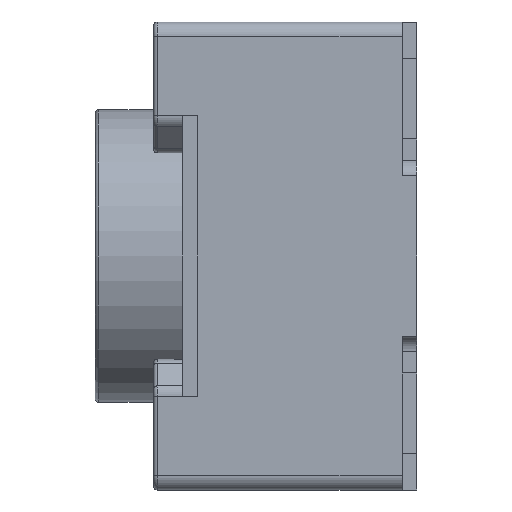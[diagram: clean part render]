
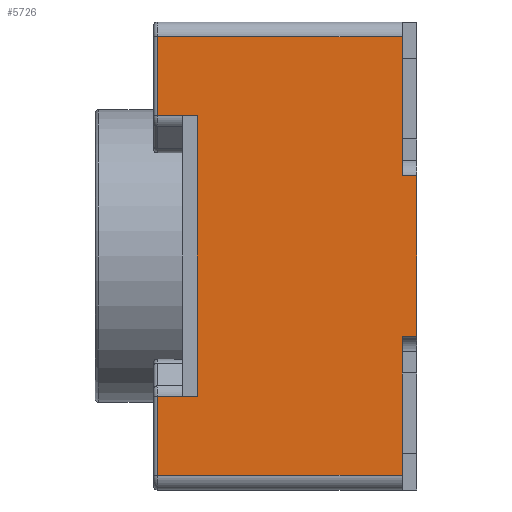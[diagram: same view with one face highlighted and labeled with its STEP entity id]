
A CAD part, left-side view. The second image highlights one B-rep face of the part: STEP entity #5726.
In plain terms, the highlighted planar face has unit normal (-1, 0, 0).
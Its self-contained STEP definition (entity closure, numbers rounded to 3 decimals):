
#5 = DIRECTION ( 'NONE',  ( 0., -1., 0. ) ) ;
#61 = FACE_OUTER_BOUND ( 'NONE', #6643, .T. ) ;
#104 = CARTESIAN_POINT ( 'NONE',  ( -2.1, 1.05, 0.959 ) ) ;
#309 = VERTEX_POINT ( 'NONE', #7814 ) ;
#320 = VECTOR ( 'NONE', #7612, 1000. ) ;
#443 = LINE ( 'NONE', #8458, #4923 ) ;
#806 = CARTESIAN_POINT ( 'NONE',  ( -2.1, 0.75, 1.5 ) ) ;
#979 = DIRECTION ( 'NONE',  ( 0., 0., -1. ) ) ;
#1015 = DIRECTION ( 'NONE',  ( 0., 0., -1. ) ) ;
#1085 = CARTESIAN_POINT ( 'NONE',  ( -2.1, 1.025, 0.959 ) ) ;
#1103 = DIRECTION ( 'NONE',  ( 0., 0., -1. ) ) ;
#1274 = ORIENTED_EDGE ( 'NONE', *, *, #2200, .F. ) ;
#1275 = VECTOR ( 'NONE', #5636, 1000. ) ;
#1439 = DIRECTION ( 'NONE',  ( 0., -1., 0. ) ) ;
#1485 = EDGE_CURVE ( 'NONE', #8649, #5541, #2990, .T. ) ;
#1488 = VERTEX_POINT ( 'NONE', #2858 ) ;
#1515 = ORIENTED_EDGE ( 'NONE', *, *, #3623, .T. ) ;
#1579 = ORIENTED_EDGE ( 'NONE', *, *, #5896, .T. ) ;
#1653 = LINE ( 'NONE', #4311, #5059 ) ;
#1803 = EDGE_CURVE ( 'NONE', #1488, #5299, #1653, .T. ) ;
#2013 = CARTESIAN_POINT ( 'NONE',  ( -2.1, -0.75, 1.5 ) ) ;
#2080 = DIRECTION ( 'NONE',  ( 1., 0., 0. ) ) ;
#2113 = VECTOR ( 'NONE', #5, 1000. ) ;
#2200 = EDGE_CURVE ( 'NONE', #5073, #6474, #4209, .T. ) ;
#2338 = ORIENTED_EDGE ( 'NONE', *, *, #2621, .F. ) ;
#2377 = ORIENTED_EDGE ( 'NONE', *, *, #6456, .T. ) ;
#2386 = ORIENTED_EDGE ( 'NONE', *, *, #1803, .T. ) ;
#2480 = CARTESIAN_POINT ( 'NONE',  ( -2.1, -0.65, 1.5 ) ) ;
#2621 = EDGE_CURVE ( 'NONE', #6390, #5299, #6871, .T. ) ;
#2786 = CARTESIAN_POINT ( 'NONE',  ( -2.1, -0.65, -1.5 ) ) ;
#2858 = CARTESIAN_POINT ( 'NONE',  ( -2.1, 1.025, -1.5 ) ) ;
#2905 = LINE ( 'NONE', #8231, #4050 ) ;
#2990 = LINE ( 'NONE', #8323, #320 ) ;
#3383 = CARTESIAN_POINT ( 'NONE',  ( -2.1, 0.75, 1.5 ) ) ;
#3407 = CARTESIAN_POINT ( 'NONE',  ( -2.1, -0.65, -0.55 ) ) ;
#3456 = VERTEX_POINT ( 'NONE', #6847 ) ;
#3559 = ORIENTED_EDGE ( 'NONE', *, *, #4748, .T. ) ;
#3623 = EDGE_CURVE ( 'NONE', #5238, #6249, #6504, .T. ) ;
#3673 = VERTEX_POINT ( 'NONE', #4698 ) ;
#3796 = CARTESIAN_POINT ( 'NONE',  ( -2.1, -0.65, -0.55 ) ) ;
#3901 = ORIENTED_EDGE ( 'NONE', *, *, #6982, .T. ) ;
#4050 = VECTOR ( 'NONE', #4871, 1000. ) ;
#4080 = LINE ( 'NONE', #104, #8007 ) ;
#4181 = CARTESIAN_POINT ( 'NONE',  ( -2.1, 0.75, 1.5 ) ) ;
#4209 = LINE ( 'NONE', #5574, #4618 ) ;
#4311 = CARTESIAN_POINT ( 'NONE',  ( -2.1, 0.75, -1.5 ) ) ;
#4395 = ORIENTED_EDGE ( 'NONE', *, *, #1485, .F. ) ;
#4430 = EDGE_CURVE ( 'NONE', #5238, #5073, #6698, .T. ) ;
#4488 = EDGE_CURVE ( 'NONE', #6474, #309, #2905, .T. ) ;
#4544 = CARTESIAN_POINT ( 'NONE',  ( -2.1, -0.65, 0.55 ) ) ;
#4579 = DIRECTION ( 'NONE',  ( 0., 0., 1. ) ) ;
#4618 = VECTOR ( 'NONE', #979, 1000. ) ;
#4698 = CARTESIAN_POINT ( 'NONE',  ( -2.1, 0.75, 0.959 ) ) ;
#4706 = VECTOR ( 'NONE', #1015, 1000. ) ;
#4748 = EDGE_CURVE ( 'NONE', #6390, #3456, #7414, .T. ) ;
#4749 = CARTESIAN_POINT ( 'NONE',  ( -2.1, 1.025, 1.5 ) ) ;
#4871 = DIRECTION ( 'NONE',  ( 0., -1., 0. ) ) ;
#4923 = VECTOR ( 'NONE', #1103, 1000. ) ;
#4960 = VECTOR ( 'NONE', #8217, 1000. ) ;
#4975 = DIRECTION ( 'NONE',  ( 0., -1., 0. ) ) ;
#5059 = VECTOR ( 'NONE', #4975, 1000. ) ;
#5073 = VERTEX_POINT ( 'NONE', #2480 ) ;
#5238 = VERTEX_POINT ( 'NONE', #4749 ) ;
#5299 = VERTEX_POINT ( 'NONE', #2786 ) ;
#5488 = DIRECTION ( 'NONE',  ( 0., -1., 0. ) ) ;
#5541 = VERTEX_POINT ( 'NONE', #7222 ) ;
#5574 = CARTESIAN_POINT ( 'NONE',  ( -2.1, -0.65, 1.5 ) ) ;
#5636 = DIRECTION ( 'NONE',  ( 0., 0., -1. ) ) ;
#5726 = ADVANCED_FACE ( 'NONE', ( #61 ), #8062, .F. ) ;
#5857 = LINE ( 'NONE', #2013, #7441 ) ;
#5896 = EDGE_CURVE ( 'NONE', #8649, #1488, #443, .T. ) ;
#5916 = ORIENTED_EDGE ( 'NONE', *, *, #7795, .F. ) ;
#6249 = VERTEX_POINT ( 'NONE', #6950 ) ;
#6390 = VERTEX_POINT ( 'NONE', #3796 ) ;
#6456 = EDGE_CURVE ( 'NONE', #3456, #309, #5857, .T. ) ;
#6474 = VERTEX_POINT ( 'NONE', #4544 ) ;
#6504 = LINE ( 'NONE', #1085, #1275 ) ;
#6535 = ORIENTED_EDGE ( 'NONE', *, *, #4488, .F. ) ;
#6643 = EDGE_LOOP ( 'NONE', ( #4395, #1579, #2386, #2338, #3559, #2377, #6535, #1274, #8319, #1515, #3901, #5916 ) ) ;
#6698 = LINE ( 'NONE', #3383, #2113 ) ;
#6817 = CARTESIAN_POINT ( 'NONE',  ( -2.1, 1.025, -0.959 ) ) ;
#6847 = CARTESIAN_POINT ( 'NONE',  ( -2.1, -0.75, -0.55 ) ) ;
#6871 = LINE ( 'NONE', #7653, #4706 ) ;
#6945 = LINE ( 'NONE', #4181, #4960 ) ;
#6950 = CARTESIAN_POINT ( 'NONE',  ( -2.1, 1.025, 0.959 ) ) ;
#6982 = EDGE_CURVE ( 'NONE', #6249, #3673, #4080, .T. ) ;
#7222 = CARTESIAN_POINT ( 'NONE',  ( -2.1, 0.75, -0.959 ) ) ;
#7391 = DIRECTION ( 'NONE',  ( 0., 0., -1. ) ) ;
#7414 = LINE ( 'NONE', #3407, #7691 ) ;
#7441 = VECTOR ( 'NONE', #4579, 1000. ) ;
#7612 = DIRECTION ( 'NONE',  ( 0., -1., 0. ) ) ;
#7653 = CARTESIAN_POINT ( 'NONE',  ( -2.1, -0.65, -0.55 ) ) ;
#7691 = VECTOR ( 'NONE', #1439, 1000. ) ;
#7708 = AXIS2_PLACEMENT_3D ( 'NONE', #806, #2080, #7391 ) ;
#7795 = EDGE_CURVE ( 'NONE', #5541, #3673, #6945, .T. ) ;
#7814 = CARTESIAN_POINT ( 'NONE',  ( -2.1, -0.75, 0.55 ) ) ;
#8007 = VECTOR ( 'NONE', #5488, 1000. ) ;
#8062 = PLANE ( 'NONE',  #7708 ) ;
#8217 = DIRECTION ( 'NONE',  ( 0., 0., 1. ) ) ;
#8231 = CARTESIAN_POINT ( 'NONE',  ( -2.1, -0.65, 0.55 ) ) ;
#8319 = ORIENTED_EDGE ( 'NONE', *, *, #4430, .F. ) ;
#8323 = CARTESIAN_POINT ( 'NONE',  ( -2.1, 1.05, -0.959 ) ) ;
#8458 = CARTESIAN_POINT ( 'NONE',  ( -2.1, 1.025, -1.5 ) ) ;
#8649 = VERTEX_POINT ( 'NONE', #6817 ) ;
